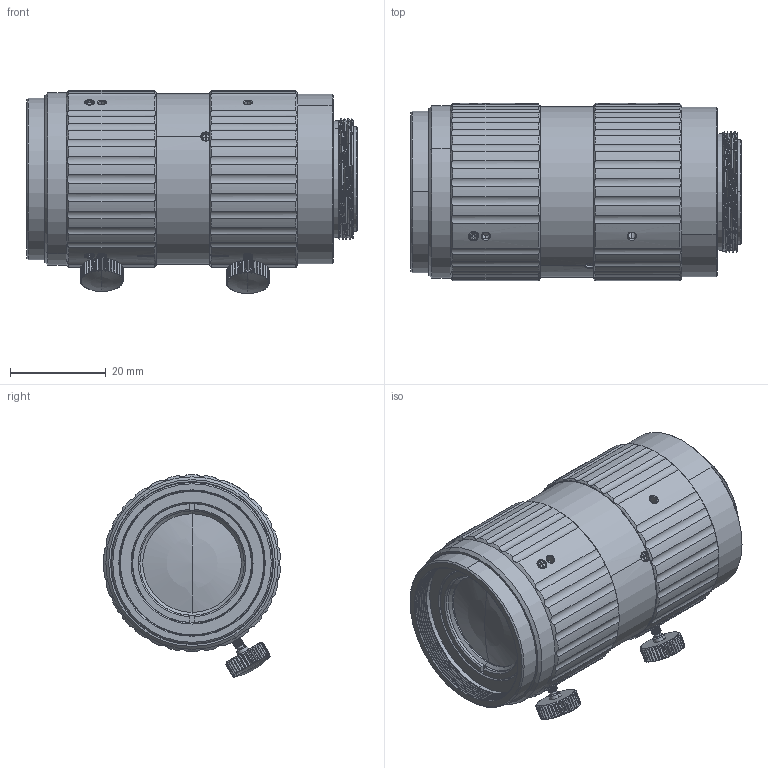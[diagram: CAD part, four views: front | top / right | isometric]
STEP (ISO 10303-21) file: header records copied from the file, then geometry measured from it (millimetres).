
FILE_DESCRIPTION(('FreeCAD Model'),'2;1');
FILE_NAME('Open CASCADE Shape Model','2025-01-21T15:10:12',('Author'),( ''),'Open CASCADE STEP processor 7.8','FreeCAD','Unknown');
FILE_SCHEMA(('AUTOMOTIVE_DESIGN { 1 0 10303 214 1 1 1 1 }'));
Length unit declared in the file: millimetre
Products named in the file (22): VA-LCM-25MP-25MM-F2.8-110; MSBR-80; MSBR-79; MSBR-78; MSBR-77; MSBR-76; MSBR-75; MSBR-68; MSBR-67; MSBR-27; MSBR-26; MSBR-19; MSBR-18; MSBR-17; MSBR-16; MSBR-15; MSBR-14; MSBR-7; MSBR-6; MSBR-5; MSBR-4; MSBR-2
Assembly tree (21 placements, depth 2):
  VA-LCM-25MP-25MM-F2.8-110
    MSBR-80
    MSBR-79
    MSBR-78
    MSBR-77
    MSBR-76
    MSBR-75
    MSBR-68
    MSBR-67
    MSBR-27
    MSBR-26
    MSBR-19
    MSBR-18
    MSBR-17
    MSBR-16
    MSBR-15
    MSBR-14
    MSBR-7
    MSBR-6
    MSBR-5
    MSBR-4
    MSBR-2
Bounding box: 69.04 x 36.98 x 42.39 mm (x, y, z)
Volume: 31322 mm3; surface area: 31864.9 mm2
Topology: 21 solids, 21 shells, 1234 faces, 3092 edges, 1932 vertices
Faces by surface type: cylinder 485, plane 324, cone 285, bspline 96, torus 32, sphere 12
Entity records: 55957 total; most frequent: CARTESIAN_POINT 26641, ORIENTED_EDGE 6160, DIRECTION 5880, EDGE_CURVE 3080, AXIS2_PLACEMENT_3D 2404, VERTEX_POINT 1932, FACE_BOUND 1340, EDGE_LOOP 1340
